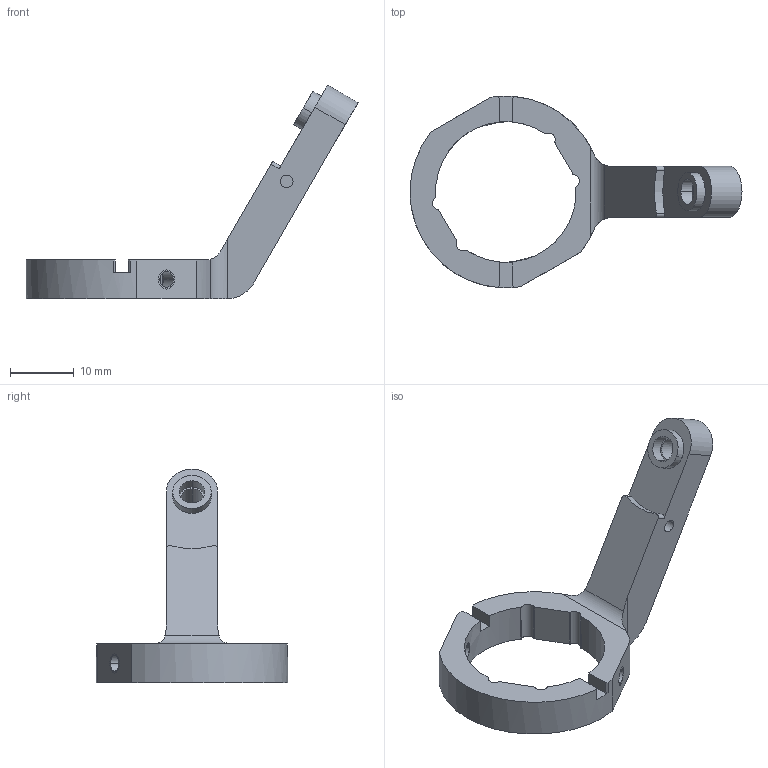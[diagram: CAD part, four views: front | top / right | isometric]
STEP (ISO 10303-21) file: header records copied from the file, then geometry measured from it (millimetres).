
FILE_DESCRIPTION((''),'2;1');
FILE_NAME('IC_021_P_195','2025-03-20T09:25:45',('lprotopapa'),(''),'CREO PARAMETRIC BY PTC INC, 2024094','CREO PARAMETRIC BY PTC INC, 2024094','');
FILE_SCHEMA(('CONFIG_CONTROL_DESIGN'));
Length unit declared in the file: millimetre
Products named in the file (1): IC_021_P_195
Bounding box: 51.97 x 30 x 33.48 mm (x, y, z)
Volume: 3595.8 mm3; surface area: 2937.6 mm2
Topology: 1 solids, 4 shells, 71 faces, 198 edges, 132 vertices
Faces by surface type: cylinder 45, plane 26
Entity records: 2483 total; most frequent: CARTESIAN_POINT 546, DIRECTION 412, ORIENTED_EDGE 384, EDGE_CURVE 198, AXIS2_PLACEMENT_3D 158, VERTEX_POINT 132, VECTOR 96, LINE 96
